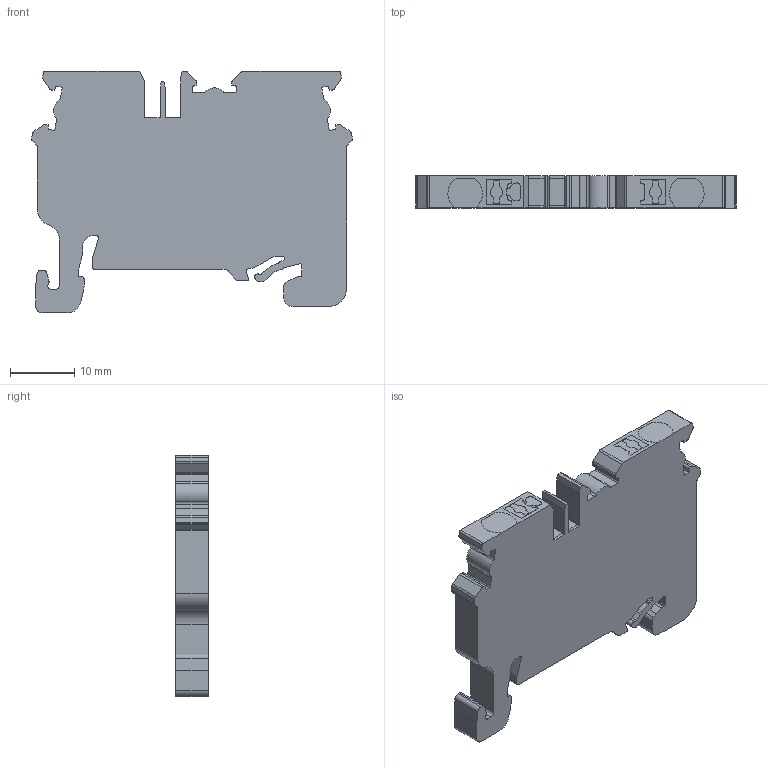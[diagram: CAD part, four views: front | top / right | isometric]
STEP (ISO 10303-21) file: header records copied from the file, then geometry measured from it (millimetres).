
FILE_DESCRIPTION(/* description */ ('Unknown'),/* implementation_level */ '2;1');
FILE_NAME(/* name */ 'CPG2.5',/* time_stamp */ '2018-07-30T14:28:27+06:00',/* author */ ('Unknown'),/* organization */ ('Unknown'),/* preprocessor_version */ 'ST-DEVELOPER v16.7',/* originating_system */ 'DEX',/* authorisation */ $);
FILE_SCHEMA (('AUTOMOTIVE_DESIGN {1 0 10303 214 3 1 1}'));
Length unit declared in the file: millimetre
Products named in the file (1): CPG2.5
Bounding box: 49.7 x 5 x 37.4 mm (x, y, z)
Volume: 7176.9 mm3; surface area: 4206.2 mm2
Topology: 1 solids, 1 shells, 251 faces, 735 edges, 490 vertices
Faces by surface type: plane 141, cylinder 108, bspline 2
Entity records: 10185 total; most frequent: CARTESIAN_POINT 1535, ORIENTED_EDGE 1470, DIRECTION 1447, EDGE_CURVE 735, LINE 515, VECTOR 515, VERTEX_POINT 490, AXIS2_PLACEMENT_3D 466
